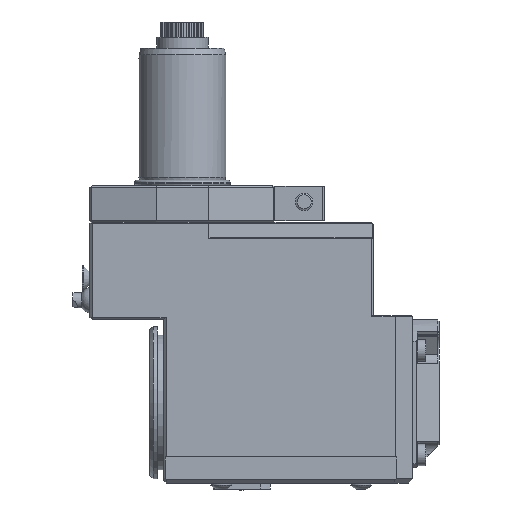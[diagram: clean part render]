
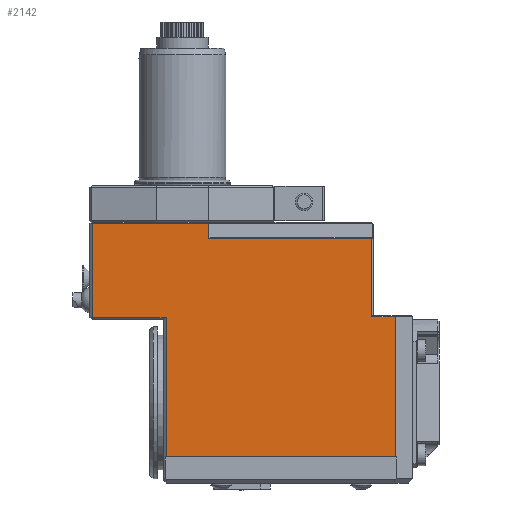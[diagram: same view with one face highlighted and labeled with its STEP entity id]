
A CAD part, front view. The second image highlights one B-rep face of the part: STEP entity #2142.
In plain terms, the highlighted planar face has unit normal (0, -1, 0).
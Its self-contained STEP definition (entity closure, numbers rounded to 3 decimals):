
#393=LINE('',#13066,#1086);
#395=LINE('',#13070,#1088);
#396=LINE('',#13072,#1089);
#398=LINE('',#13076,#1091);
#400=LINE('',#13080,#1093);
#401=LINE('',#13082,#1094);
#403=LINE('',#13086,#1096);
#408=LINE('',#13102,#1101);
#420=LINE('',#13143,#1113);
#421=LINE('',#13145,#1114);
#1086=VECTOR('',#10163,1.);
#1088=VECTOR('',#10167,1.);
#1089=VECTOR('',#10170,1.);
#1091=VECTOR('',#10174,1.);
#1093=VECTOR('',#10178,1.);
#1094=VECTOR('',#10181,1.);
#1096=VECTOR('',#10185,1.);
#1101=VECTOR('',#10204,1.);
#1113=VECTOR('',#10246,1.);
#1114=VECTOR('',#10249,1.);
#2142=ADVANCED_FACE('',(#2866),#2558,.T.);
#2558=PLANE('',#8805);
#2866=FACE_OUTER_BOUND('',#3371,.T.);
#3371=EDGE_LOOP('',(#4528,#4529,#4530,#4531,#4532,#4533,#4534,#4535,#4536,
#4537));
#4528=ORIENTED_EDGE('',*,*,#7349,.T.);
#4529=ORIENTED_EDGE('',*,*,#7347,.F.);
#4530=ORIENTED_EDGE('',*,*,#7346,.T.);
#4531=ORIENTED_EDGE('',*,*,#7344,.T.);
#4532=ORIENTED_EDGE('',*,*,#7342,.T.);
#4533=ORIENTED_EDGE('',*,*,#7341,.T.);
#4534=ORIENTED_EDGE('',*,*,#7374,.T.);
#4535=ORIENTED_EDGE('',*,*,#7375,.T.);
#4536=ORIENTED_EDGE('',*,*,#7356,.T.);
#4537=ORIENTED_EDGE('',*,*,#7339,.T.);
#6373=VERTEX_POINT('',#12869);
#6381=VERTEX_POINT('',#12889);
#6397=VERTEX_POINT('',#12984);
#6419=VERTEX_POINT('',#13065);
#6420=VERTEX_POINT('',#13069);
#6421=VERTEX_POINT('',#13073);
#6422=VERTEX_POINT('',#13079);
#6423=VERTEX_POINT('',#13083);
#6428=VERTEX_POINT('',#13103);
#6441=VERTEX_POINT('',#13142);
#7339=EDGE_CURVE('',#6397,#6419,#393,.T.);
#7341=EDGE_CURVE('',#6373,#6420,#395,.T.);
#7342=EDGE_CURVE('',#6421,#6373,#396,.T.);
#7344=EDGE_CURVE('',#6381,#6421,#398,.T.);
#7346=EDGE_CURVE('',#6422,#6381,#400,.T.);
#7347=EDGE_CURVE('',#6422,#6423,#401,.T.);
#7349=EDGE_CURVE('',#6419,#6423,#403,.T.);
#7356=EDGE_CURVE('',#6428,#6397,#408,.T.);
#7374=EDGE_CURVE('',#6420,#6441,#420,.T.);
#7375=EDGE_CURVE('',#6441,#6428,#421,.T.);
#8805=AXIS2_PLACEMENT_3D('',#13146,#10250,#10251);
#10163=DIRECTION('',(1.,0.,0.));
#10167=DIRECTION('',(-1.,0.,0.));
#10170=DIRECTION('',(0.,0.,1.));
#10174=DIRECTION('',(-1.,0.,0.));
#10178=DIRECTION('',(0.,0.,1.));
#10181=DIRECTION('',(-1.,0.,0.));
#10185=DIRECTION('',(0.,0.,-1.));
#10204=DIRECTION('',(0.,0.,-1.));
#10246=DIRECTION('',(0.,0.,1.));
#10249=DIRECTION('',(-1.,0.,0.));
#10250=DIRECTION('',(0.,-1.,0.));
#10251=DIRECTION('',(-1.,0.,0.));
#12869=CARTESIAN_POINT('',(87.,-40.,-24.5));
#12889=CARTESIAN_POINT('',(98.,-40.,-60.5));
#12984=CARTESIAN_POINT('',(-41.5,-40.,-61.));
#13065=CARTESIAN_POINT('',(-7.5,-40.,-61.));
#13066=CARTESIAN_POINT('',(-8.5,-40.,-61.));
#13069=CARTESIAN_POINT('',(12.,-40.,-24.5));
#13070=CARTESIAN_POINT('',(-42.5,-40.,-24.5));
#13072=CARTESIAN_POINT('',(87.,-40.,-24.));
#13073=CARTESIAN_POINT('',(87.,-40.,-60.5));
#13076=CARTESIAN_POINT('',(-42.5,-40.,-60.5));
#13079=CARTESIAN_POINT('',(98.,-40.,-125.));
#13080=CARTESIAN_POINT('',(98.,-40.,-500017.));
#13082=CARTESIAN_POINT('',(257.008,-40.,-125.));
#13083=CARTESIAN_POINT('',(-7.5,-40.,-125.));
#13086=CARTESIAN_POINT('',(-7.5,-40.,-135.));
#13102=CARTESIAN_POINT('',(-41.5,-40.,-500017.));
#13103=CARTESIAN_POINT('',(-41.5,-40.,-17.5));
#13142=CARTESIAN_POINT('',(12.,-40.,-17.5));
#13143=CARTESIAN_POINT('',(12.,-40.,-24.));
#13145=CARTESIAN_POINT('',(-42.5,-40.,-17.5));
#13146=CARTESIAN_POINT('',(-42.5,-40.,-500017.));
